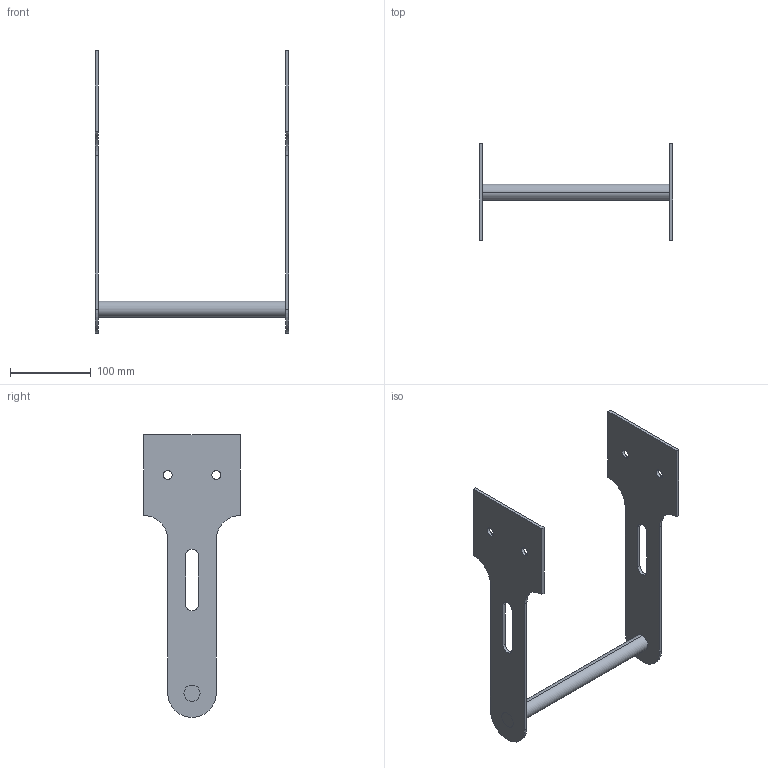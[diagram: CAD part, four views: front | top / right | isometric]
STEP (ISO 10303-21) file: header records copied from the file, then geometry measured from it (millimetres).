
FILE_DESCRIPTION (( 'STEP AP203' ), '1' );
FILE_NAME ('Soporte Armado.STEP', '2019-05-10T19:08:35', ( '' ), ( '' ), 'SwSTEP 2.0', 'SolidWorks 2017', '' );
FILE_SCHEMA (( 'CONFIG_CONTROL_DESIGN' ));
Length unit declared in the file: millimetre
Products named in the file (3): Barra; Soporte Armado; Soporte
Assembly tree (3 placements, depth 2):
  Soporte Armado
    Soporte  x2
    Barra
Bounding box: 240 x 120 x 350 mm (x, y, z)
Volume: 278075.9 mm3; surface area: 126572.5 mm2
Topology: 3 solids, 3 shells, 48 faces, 126 edges, 84 vertices
Faces by surface type: cylinder 28, plane 20
Entity records: 1153 total; most frequent: DIRECTION 160, CARTESIAN_POINT 142, ORIENTED_EDGE 132, EDGE_CURVE 66, AXIS2_PLACEMENT_3D 62, VERTEX_POINT 44, VECTOR 36, LINE 36
